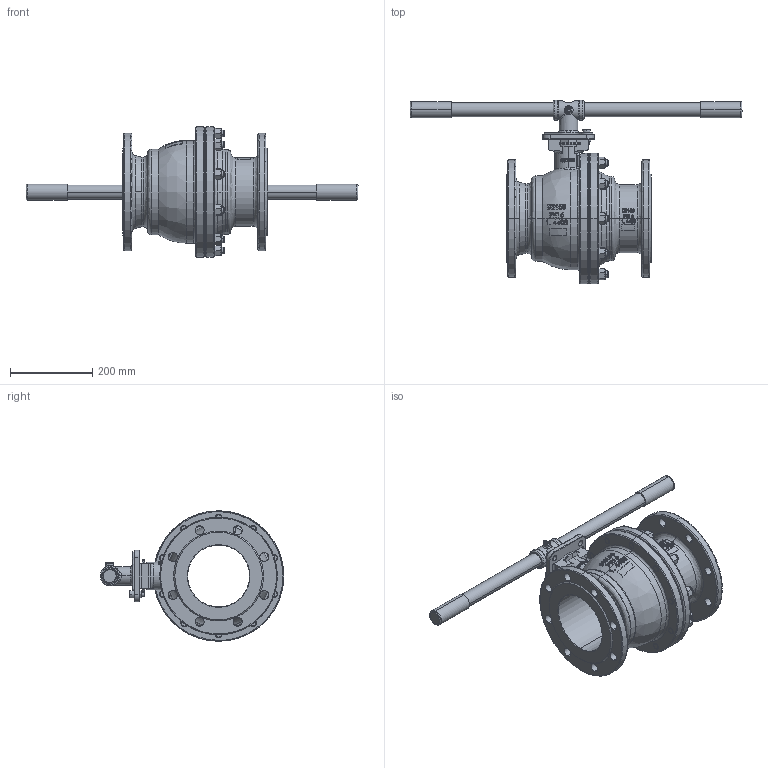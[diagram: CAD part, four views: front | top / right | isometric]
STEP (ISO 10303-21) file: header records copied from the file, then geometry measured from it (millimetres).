
FILE_DESCRIPTION (( 'STEP AP203' ), '1' );
FILE_NAME ('KV-L6K DN150.STEP', '2018-01-27T02:34:19', ( '456' ), ( '' ), 'SwSTEP 2.0', 'SolidWorks 2013', '' );
FILE_SCHEMA (( 'CONFIG_CONTROL_DESIGN' ));
Products named in the file (1): KV-L6K DN150
Bounding box: 805 x 445 x 316 mm (x, y, z)
Surface area: 947319.7 mm2 (no closed solid volume)
Topology: 0 solids, 53 shells, 731 faces, 2407 edges, 1692 vertices
Faces by surface type: plane 251, bspline 198, cylinder 192, cone 90
Entity records: 68003 total; most frequent: CARTESIAN_POINT 48703, ORIENTED_EDGE 3845, DIRECTION 3554, EDGE_CURVE 2402, VERTEX_POINT 1692, AXIS2_PLACEMENT_3D 1370, EDGE_LOOP 893, CIRCLE 836
